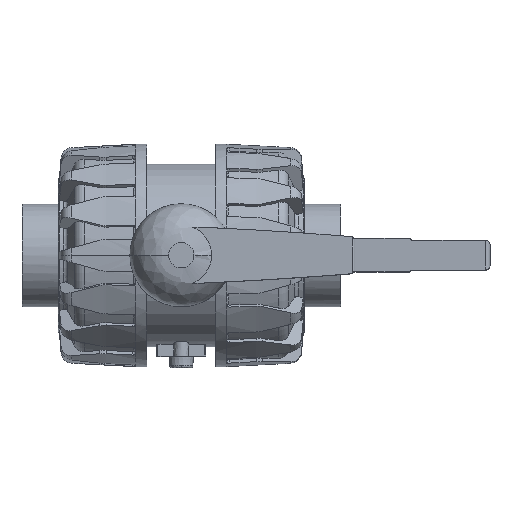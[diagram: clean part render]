
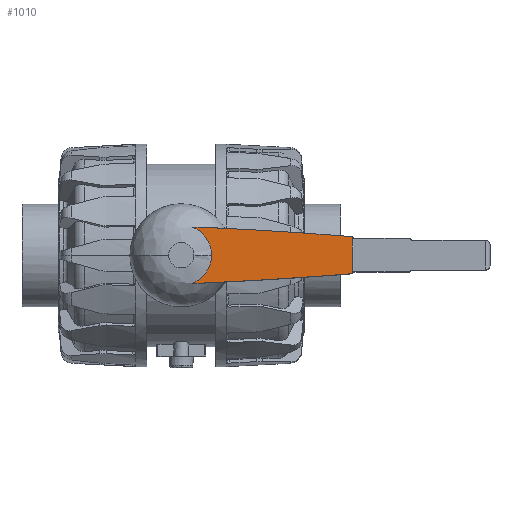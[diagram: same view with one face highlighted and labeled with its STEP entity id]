
A CAD part, top view. The second image highlights one B-rep face of the part: STEP entity #1010.
In plain terms, the highlighted planar face has unit normal (0, 0, 1).
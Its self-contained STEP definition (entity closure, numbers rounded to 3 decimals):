
#1010=ADVANCED_FACE('',(#2830),#2831,.T.);
#2830=FACE_OUTER_BOUND('',#5576,.T.);
#2831=PLANE('',#5577);
#5576=EDGE_LOOP('',(#8692,#8693,#8694,#8695,#8696,#8697,#8698,#8699,#8700));
#5577=AXIS2_PLACEMENT_3D('',#8701,#8702,#8703);
#8692=ORIENTED_EDGE('',*,*,#16716,.F.);
#8693=ORIENTED_EDGE('',*,*,#16724,.F.);
#8694=ORIENTED_EDGE('',*,*,#16729,.T.);
#8695=ORIENTED_EDGE('',*,*,#16775,.T.);
#8696=ORIENTED_EDGE('',*,*,#16808,.F.);
#8697=ORIENTED_EDGE('',*,*,#16759,.T.);
#8698=ORIENTED_EDGE('',*,*,#16749,.T.);
#8699=ORIENTED_EDGE('',*,*,#16734,.T.);
#8700=ORIENTED_EDGE('',*,*,#16702,.F.);
#8701=CARTESIAN_POINT('',(11.793,33.0,53.5));
#8702=DIRECTION('',(0.0,0.0,1.0));
#8703=DIRECTION('',(1.0,-0.0,0.0));
#16702=EDGE_CURVE('',#19998,#20000,#20001,.T.);
#16716=EDGE_CURVE('',#20022,#19998,#20024,.T.);
#16724=EDGE_CURVE('',#20032,#20022,#20034,.T.);
#16729=EDGE_CURVE('',#20032,#20040,#20042,.T.);
#16734=EDGE_CURVE('',#20048,#20000,#20049,.T.);
#16749=EDGE_CURVE('',#20073,#20048,#20074,.T.);
#16759=EDGE_CURVE('',#20089,#20073,#20090,.T.);
#16775=EDGE_CURVE('',#20040,#20112,#20114,.T.);
#16808=EDGE_CURVE('',#20089,#20112,#20163,.T.);
#19998=VERTEX_POINT('',#24863);
#20000=VERTEX_POINT('',#24874);
#20001=CIRCLE('',#24875,32.295);
#20022=VERTEX_POINT('',#24920);
#20024=CIRCLE('',#24925,32.295);
#20032=VERTEX_POINT('',#24934);
#20034=LINE('',#24937,#24938);
#20040=VERTEX_POINT('',#24951);
#20042=CIRCLE('',#24954,4640.612);
#20048=VERTEX_POINT('',#24961);
#20049=LINE('',#24962,#24963);
#20073=VERTEX_POINT('',#25004);
#20074=CIRCLE('',#25005,4640.612);
#20089=VERTEX_POINT('',#25050);
#20090=CIRCLE('',#25051,5.0);
#20112=VERTEX_POINT('',#25100);
#20114=CIRCLE('',#25109,5.0);
#20163=LINE('',#25201,#25202);
#24863=CARTESIAN_POINT('',(32.295,0.,53.5));
#24874=CARTESIAN_POINT('',(11.941,30.006,53.5));
#24875=AXIS2_PLACEMENT_3D('',#38990,#38991,#38992);
#24920=CARTESIAN_POINT('',(11.941,-30.006,53.5));
#24925=AXIS2_PLACEMENT_3D('',#39008,#39009,#39010);
#24934=CARTESIAN_POINT('',(19.094,-30.006,53.5));
#24937=CARTESIAN_POINT('',(19.094,-30.006,53.5));
#24938=VECTOR('',#39022,7.153);
#24951=CARTESIAN_POINT('',(180.535,-20.,53.5));
#24954=AXIS2_PLACEMENT_3D('',#39027,#39028,#39029);
#24961=CARTESIAN_POINT('',(19.094,30.006,53.5));
#24962=CARTESIAN_POINT('',(19.094,30.006,53.5));
#24963=VECTOR('',#39034,7.153);
#25004=CARTESIAN_POINT('',(180.535,20.,53.5));
#25005=AXIS2_PLACEMENT_3D('',#39052,#39053,#39054);
#25050=CARTESIAN_POINT('',(182.535,19.583,53.5));
#25051=AXIS2_PLACEMENT_3D('',#39060,#39061,#39062);
#25100=CARTESIAN_POINT('',(182.535,-19.583,53.5));
#25109=AXIS2_PLACEMENT_3D('',#39079,#39080,#39081);
#25201=CARTESIAN_POINT('',(182.535,19.583,53.5));
#25202=VECTOR('',#39119,39.165);
#38990=CARTESIAN_POINT('',(0.0,0.,53.5));
#38991=DIRECTION('',(0.0,0.0,1.0));
#38992=DIRECTION('',(-1.0,0.0,0.0));
#39008=CARTESIAN_POINT('',(0.0,0.,53.5));
#39009=DIRECTION('',(0.0,0.0,1.0));
#39010=DIRECTION('',(-1.0,0.0,0.0));
#39022=DIRECTION('',(-1.0,0.0,0.0));
#39027=CARTESIAN_POINT('',(-187.215,4606.017,53.5));
#39028=DIRECTION('',(0.0,0.0,1.0));
#39029=DIRECTION('',(1.0,0.0,0.0));
#39034=DIRECTION('',(-1.0,0.0,0.0));
#39052=CARTESIAN_POINT('',(-187.215,-4606.017,53.5));
#39053=DIRECTION('',(0.0,0.0,1.0));
#39054=DIRECTION('',(1.0,0.0,0.0));
#39060=CARTESIAN_POINT('',(180.535,15.0,53.5));
#39061=DIRECTION('',(0.0,0.0,1.0));
#39062=DIRECTION('',(1.0,0.0,0.0));
#39079=CARTESIAN_POINT('',(180.535,-15.0,53.5));
#39080=DIRECTION('',(0.0,0.0,1.0));
#39081=DIRECTION('',(1.0,0.0,0.0));
#39119=DIRECTION('',(0.0,-1.0,0.0));
